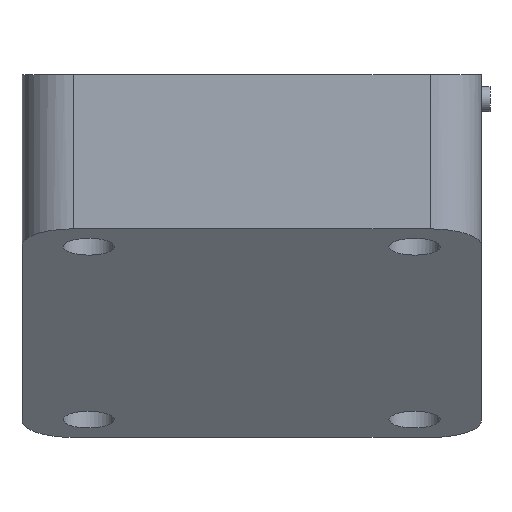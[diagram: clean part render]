
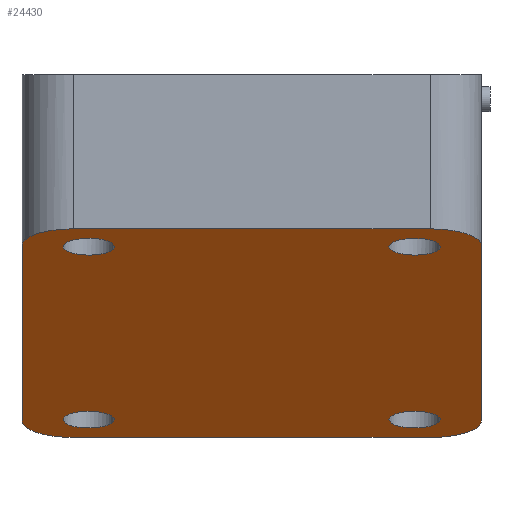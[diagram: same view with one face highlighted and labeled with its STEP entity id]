
A CAD part, front view. The second image highlights one B-rep face of the part: STEP entity #24430.
In plain terms, the highlighted planar face has unit normal (0, -0.309, -0.951).
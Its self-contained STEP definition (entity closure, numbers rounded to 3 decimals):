
#44=ELLIPSE('',#26315,6.309,6.);
#45=ELLIPSE('',#26316,6.309,6.);
#46=ELLIPSE('',#26317,6.309,6.);
#47=ELLIPSE('',#26318,6.309,6.);
#48=ELLIPSE('',#26319,3.154,3.);
#49=ELLIPSE('',#26320,3.154,3.);
#50=ELLIPSE('',#26321,3.154,3.);
#51=ELLIPSE('',#26322,3.154,3.);
#4772=LINE('',#42483,#7615);
#4775=LINE('',#42491,#7618);
#4776=LINE('',#42495,#7619);
#4777=LINE('',#42499,#7620);
#7615=VECTOR('',#32545,10.);
#7618=VECTOR('',#32552,10.);
#7619=VECTOR('',#32555,10.);
#7620=VECTOR('',#32558,10.);
#8027=FACE_BOUND('',#9876,.T.);
#8028=FACE_BOUND('',#9877,.T.);
#8029=FACE_BOUND('',#9878,.T.);
#8030=FACE_BOUND('',#9879,.T.);
#8903=FACE_OUTER_BOUND('',#9875,.T.);
#9875=EDGE_LOOP('',(#22622,#22623,#22624,#22625,#22626,#22627,#22628,#22629));
#9876=EDGE_LOOP('',(#22630));
#9877=EDGE_LOOP('',(#22631));
#9878=EDGE_LOOP('',(#22632));
#9879=EDGE_LOOP('',(#22633));
#14038=VERTEX_POINT('',#42479);
#14040=VERTEX_POINT('',#42482);
#14042=VERTEX_POINT('',#42488);
#14043=VERTEX_POINT('',#42490);
#14044=VERTEX_POINT('',#42492);
#14045=VERTEX_POINT('',#42494);
#14046=VERTEX_POINT('',#42496);
#14047=VERTEX_POINT('',#42498);
#14048=VERTEX_POINT('',#42501);
#14049=VERTEX_POINT('',#42503);
#14050=VERTEX_POINT('',#42505);
#14051=VERTEX_POINT('',#42507);
#17773=EDGE_CURVE('',#14038,#14040,#4772,.T.);
#17776=EDGE_CURVE('',#14042,#14038,#44,.T.);
#17777=EDGE_CURVE('',#14042,#14043,#4775,.T.);
#17778=EDGE_CURVE('',#14044,#14043,#45,.T.);
#17779=EDGE_CURVE('',#14045,#14044,#4776,.T.);
#17780=EDGE_CURVE('',#14046,#14045,#46,.T.);
#17781=EDGE_CURVE('',#14046,#14047,#4777,.T.);
#17782=EDGE_CURVE('',#14040,#14047,#47,.T.);
#17783=EDGE_CURVE('',#14048,#14048,#48,.T.);
#17784=EDGE_CURVE('',#14049,#14049,#49,.T.);
#17785=EDGE_CURVE('',#14050,#14050,#50,.T.);
#17786=EDGE_CURVE('',#14051,#14051,#51,.T.);
#22622=ORIENTED_EDGE('',*,*,#17776,.F.);
#22623=ORIENTED_EDGE('',*,*,#17777,.T.);
#22624=ORIENTED_EDGE('',*,*,#17778,.F.);
#22625=ORIENTED_EDGE('',*,*,#17779,.F.);
#22626=ORIENTED_EDGE('',*,*,#17780,.F.);
#22627=ORIENTED_EDGE('',*,*,#17781,.T.);
#22628=ORIENTED_EDGE('',*,*,#17782,.F.);
#22629=ORIENTED_EDGE('',*,*,#17773,.F.);
#22630=ORIENTED_EDGE('',*,*,#17783,.T.);
#22631=ORIENTED_EDGE('',*,*,#17784,.T.);
#22632=ORIENTED_EDGE('',*,*,#17785,.F.);
#22633=ORIENTED_EDGE('',*,*,#17786,.F.);
#23544=PLANE('',#26314);
#24430=ADVANCED_FACE('',(#8903,#8027,#8028,#8029,#8030),#23544,.T.);
#26314=AXIS2_PLACEMENT_3D('',#42487,#32548,#32549);
#26315=AXIS2_PLACEMENT_3D('',#42489,#32550,#32551);
#26316=AXIS2_PLACEMENT_3D('',#42493,#32553,#32554);
#26317=AXIS2_PLACEMENT_3D('',#42497,#32556,#32557);
#26318=AXIS2_PLACEMENT_3D('',#42500,#32559,#32560);
#26319=AXIS2_PLACEMENT_3D('',#42502,#32561,#32562);
#26320=AXIS2_PLACEMENT_3D('',#42504,#32563,#32564);
#26321=AXIS2_PLACEMENT_3D('',#42506,#32565,#32566);
#26322=AXIS2_PLACEMENT_3D('',#42508,#32567,#32568);
#32545=DIRECTION('',(-1.,0.,0.));
#32548=DIRECTION('center_axis',(0.,-0.309,-0.951));
#32549=DIRECTION('ref_axis',(0.,-0.951,0.309));
#32550=DIRECTION('center_axis',(0.,0.309,0.951));
#32551=DIRECTION('ref_axis',(0.,0.951,-0.309));
#32552=DIRECTION('',(0.,-0.951,0.309));
#32553=DIRECTION('center_axis',(0.,0.309,0.951));
#32554=DIRECTION('ref_axis',(0.,-0.951,0.309));
#32555=DIRECTION('',(1.,0.,0.));
#32556=DIRECTION('center_axis',(0.,0.309,0.951));
#32557=DIRECTION('ref_axis',(0.,-0.951,0.309));
#32558=DIRECTION('',(0.,0.951,-0.309));
#32559=DIRECTION('center_axis',(0.,0.309,0.951));
#32560=DIRECTION('ref_axis',(0.,0.951,-0.309));
#32561=DIRECTION('center_axis',(0.,0.309,0.951));
#32562=DIRECTION('ref_axis',(0.,-0.951,0.309));
#32563=DIRECTION('center_axis',(0.,0.309,0.951));
#32564=DIRECTION('ref_axis',(0.,-0.951,0.309));
#32565=DIRECTION('center_axis',(0.,-0.309,-0.951));
#32566=DIRECTION('ref_axis',(0.,0.951,-0.309));
#32567=DIRECTION('center_axis',(0.,-0.309,-0.951));
#32568=DIRECTION('ref_axis',(0.,0.951,-0.309));
#42479=CARTESIAN_POINT('',(-6.,75.05,-42.436));
#42482=CARTESIAN_POINT('',(-47.72,75.05,-42.436));
#42483=CARTESIAN_POINT('',(0.,75.05,-42.436));
#42487=CARTESIAN_POINT('Origin',(0.,75.05,-42.436));
#42488=CARTESIAN_POINT('',(0.,69.05,-40.486));
#42489=CARTESIAN_POINT('Origin',(-6.,69.05,-40.486));
#42490=CARTESIAN_POINT('',(0.,6.,-20.));
#42491=CARTESIAN_POINT('',(0.,75.05,-42.436));
#42492=CARTESIAN_POINT('',(-6.,0.,-18.05));
#42493=CARTESIAN_POINT('Origin',(-6.,6.,-20.));
#42494=CARTESIAN_POINT('',(-47.72,0.,-18.05));
#42495=CARTESIAN_POINT('',(-23.86,0.,-18.05));
#42496=CARTESIAN_POINT('',(-53.72,6.,-20.));
#42497=CARTESIAN_POINT('Origin',(-47.72,6.,-20.));
#42498=CARTESIAN_POINT('',(-53.72,69.05,-40.486));
#42499=CARTESIAN_POINT('',(-53.72,57.788,-36.827));
#42500=CARTESIAN_POINT('Origin',(-47.72,69.05,-40.486));
#42501=CARTESIAN_POINT('',(-48.91,68.64,-40.353));
#42502=CARTESIAN_POINT('Origin',(-45.91,68.64,-40.353));
#42503=CARTESIAN_POINT('',(-10.81,68.64,-40.353));
#42504=CARTESIAN_POINT('Origin',(-7.81,68.64,-40.353));
#42505=CARTESIAN_POINT('',(-48.91,6.41,-20.133));
#42506=CARTESIAN_POINT('Origin',(-45.91,6.41,-20.133));
#42507=CARTESIAN_POINT('',(-10.81,6.41,-20.133));
#42508=CARTESIAN_POINT('Origin',(-7.81,6.41,-20.133));
